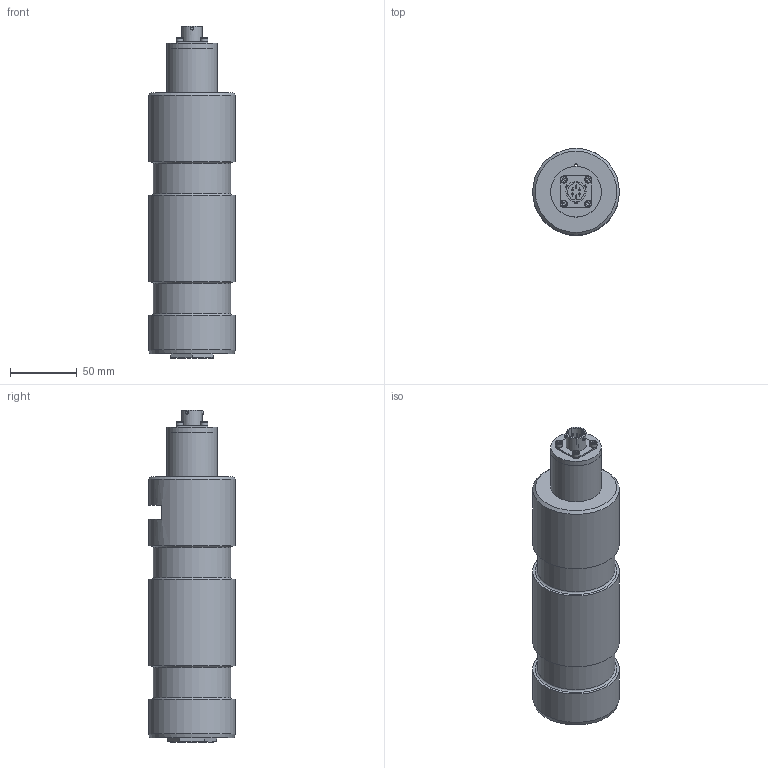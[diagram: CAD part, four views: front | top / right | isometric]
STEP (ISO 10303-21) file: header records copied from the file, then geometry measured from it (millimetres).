
FILE_DESCRIPTION (( 'STEP AP203' ), '1' );
FILE_NAME ('422-217-000-013.STEP', '2014-09-19T14:18:52', ( 'ajoy' ), ( 'Microsoft' ), 'SwSTEP 2.0', 'SolidWorks 2014', '' );
FILE_SCHEMA (( 'CONFIG_CONTROL_DESIGN' ));
Length unit declared in the file: millimetre
Products named in the file (1): 422-217-000-013
Bounding box: 65 x 65 x 248.9 mm (x, y, z)
Surface area: 55298.9 mm2 (no closed solid volume)
Topology: 0 solids, 9 shells, 129 faces, 470 edges, 335 vertices
Faces by surface type: plane 74, cylinder 32, cone 9, torus 8, sphere 6
Full cylindrical faces by diameter (mm): 1 x6, 2 x3, 2.1 x2, 5.5 x4, 15 x1, 38 x2, 58 x2, 65 x3
Entity records: 4945 total; most frequent: CARTESIAN_POINT 1345, DIRECTION 700, ORIENTED_EDGE 593, EDGE_CURVE 391, VERTEX_POINT 309, AXIS2_PLACEMENT_3D 241, VECTOR 218, LINE 218
